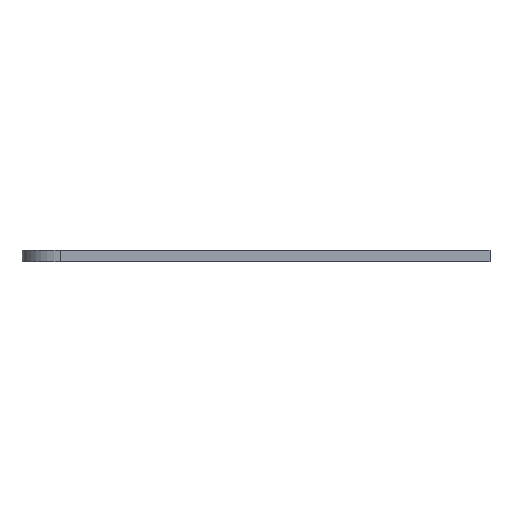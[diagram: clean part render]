
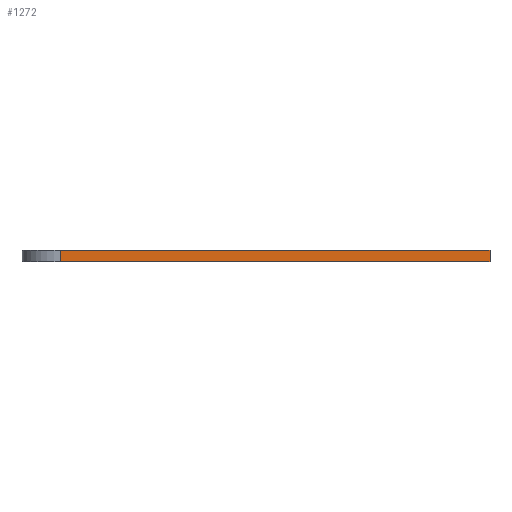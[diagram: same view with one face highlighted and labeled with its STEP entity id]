
A CAD part, left-side view. The second image highlights one B-rep face of the part: STEP entity #1272.
In plain terms, the highlighted planar face has unit normal (-1, 0, 0).
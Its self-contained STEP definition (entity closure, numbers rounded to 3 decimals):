
#59=PLANE('',#1407);
#122=FACE_OUTER_BOUND('',#193,.T.);
#193=EDGE_LOOP('',(#1105,#1106,#1107,#1108));
#217=LINE('',#1810,#342);
#246=LINE('',#1927,#371);
#323=LINE('',#2133,#448);
#324=LINE('',#2135,#449);
#342=VECTOR('',#1435,10.);
#371=VECTOR('',#1530,10.);
#448=VECTOR('',#1761,10.);
#449=VECTOR('',#1764,10.);
#525=VERTEX_POINT('',#1807);
#526=VERTEX_POINT('',#1809);
#581=VERTEX_POINT('',#1925);
#633=VERTEX_POINT('',#2131);
#649=EDGE_CURVE('',#525,#526,#217,.T.);
#708=EDGE_CURVE('',#526,#581,#246,.T.);
#811=EDGE_CURVE('',#525,#633,#323,.T.);
#812=EDGE_CURVE('',#581,#633,#324,.T.);
#1105=ORIENTED_EDGE('',*,*,#708,.F.);
#1106=ORIENTED_EDGE('',*,*,#649,.F.);
#1107=ORIENTED_EDGE('',*,*,#811,.T.);
#1108=ORIENTED_EDGE('',*,*,#812,.F.);
#1272=ADVANCED_FACE('',(#122),#59,.T.);
#1407=AXIS2_PLACEMENT_3D('',#2134,#1762,#1763);
#1435=DIRECTION('',(0.,1.,0.));
#1530=DIRECTION('',(0.,0.,1.));
#1761=DIRECTION('',(0.,0.,1.));
#1762=DIRECTION('center_axis',(-1.,0.,0.));
#1763=DIRECTION('ref_axis',(0.,-1.,0.));
#1764=DIRECTION('',(0.,-1.,0.));
#1807=CARTESIAN_POINT('',(-22.099,-60.385,0.));
#1809=CARTESIAN_POINT('',(-22.099,-4.854,0.));
#1810=CARTESIAN_POINT('',(-22.099,-60.385,0.));
#1925=CARTESIAN_POINT('',(-22.099,-4.854,1.55));
#1927=CARTESIAN_POINT('',(-22.099,-4.854,0.));
#2131=CARTESIAN_POINT('',(-22.099,-60.385,1.55));
#2133=CARTESIAN_POINT('',(-22.099,-60.385,0.));
#2134=CARTESIAN_POINT('Origin',(-22.099,0.146,0.));
#2135=CARTESIAN_POINT('',(-22.099,-60.385,1.55));
